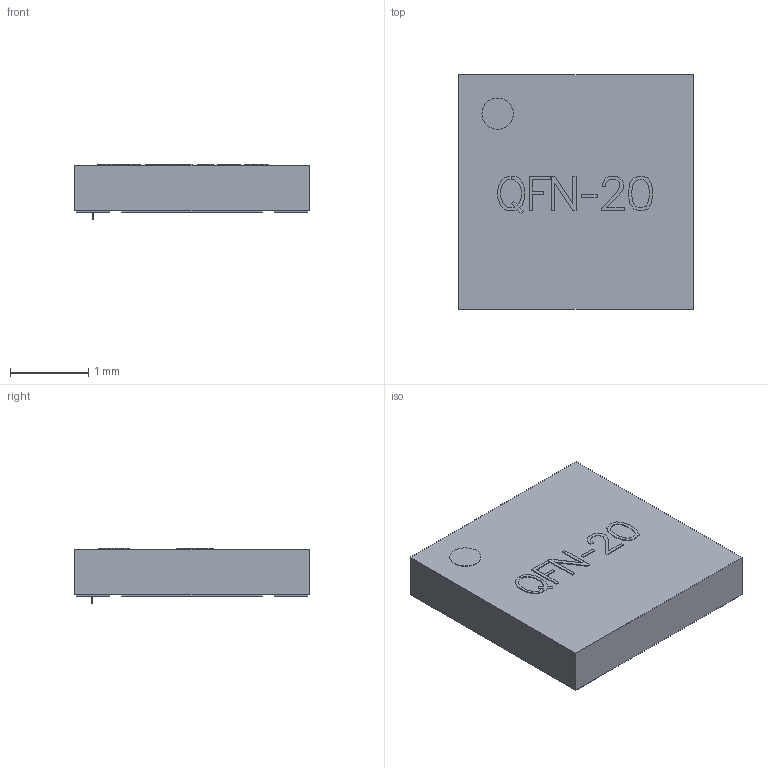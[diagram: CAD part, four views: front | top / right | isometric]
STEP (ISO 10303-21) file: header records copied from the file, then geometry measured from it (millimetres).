
FILE_DESCRIPTION (( 'STEP AP214' ), '1' );
FILE_NAME ('SW3dPS-QFN-20.STEP', '2009-11-28T03:56:20', ( 'SysAdmin' ), ( 'SolidWorks' ), 'SwSTEP 2.0', 'SolidWorks 2009', '' );
FILE_SCHEMA (( 'AUTOMOTIVE_DESIGN' ));
Length unit declared in the file: millimetre
Products named in the file (31): SW3dPS-QFN-20_Board1; SW3dPS-QFN-20_479712209; SW3dPS-QFN-20_Extruded23; SW3dPS-QFN-20_479711313; SW3dPS-QFN-20_Free-Models1; SW3dPS-QFN-20; SW3dPS-QFN-20_Extruded22; SW3dPS-QFN-20_479712337; SW3dPS-QFN-20_Extruded16; SW3dPS-QFN-20_Extruded25; SW3dPS-QFN-20_Extruded21; SW3dPS-QFN-20_479711441; SW3dPS-QFN-20_479706577; SW3dPS-QFN-20_Extruded20; SW3dPS-QFN-20_Extruded19; SW3dPS-QFN-20_479706449; SW3dPS-QFN-20_479706833; SW3dPS-QFN-20_479707217; SW3dPS-QFN-20_479710545; SW3dPS-QFN-20_Extruded14; SW3dPS-QFN-20_Extruded15; SW3dPS-QFN-20_479480465; SW3dPS-QFN-20_Cylinder1; SW3dPS-QFN-20_Extruded18; SW3dPS-QFN-20_Extruded24; SW3dPS-QFN-20_479711953; SW3dPS-QFN-20_479709777; SW3dPS-QFN-20_Extruded13; SW3dPS-QFN-20_479710801; SW3dPS-QFN-20_479710033; SW3dPS-QFN-20_Extruded17
Assembly tree (45 placements, depth 4):
  SW3dPS-QFN-20
    SW3dPS-QFN-20_Free-Models1
      SW3dPS-QFN-20_479709777
        SW3dPS-QFN-20_Extruded18
      SW3dPS-QFN-20_479706833  x4
        SW3dPS-QFN-20_Extruded19
      SW3dPS-QFN-20_479710033
        SW3dPS-QFN-20_Extruded24
      SW3dPS-QFN-20_479712337  x4
        SW3dPS-QFN-20_Extruded16
      SW3dPS-QFN-20_479712209  x4
        SW3dPS-QFN-20_Extruded20
      SW3dPS-QFN-20_479711441  x4
        SW3dPS-QFN-20_Extruded21
      SW3dPS-QFN-20_479711313
        SW3dPS-QFN-20_Extruded23
      SW3dPS-QFN-20_479706577  x4
        SW3dPS-QFN-20_Extruded22
      SW3dPS-QFN-20_479480465
        SW3dPS-QFN-20_Cylinder1
      SW3dPS-QFN-20_479706449
        SW3dPS-QFN-20_Extruded15
      SW3dPS-QFN-20_479711953
        SW3dPS-QFN-20_Extruded13
      SW3dPS-QFN-20_479710545
        SW3dPS-QFN-20_Extruded25
      SW3dPS-QFN-20_479710801
        SW3dPS-QFN-20_Extruded17
      SW3dPS-QFN-20_479707217
        SW3dPS-QFN-20_Extruded14
    SW3dPS-QFN-20_Board1
Bounding box: 3 x 3 x 0.71 mm (x, y, z)
Volume: 5.3 mm3; surface area: 36.7 mm2
Topology: 28 solids, 33 shells, 455 faces, 1188 edges, 794 vertices
Faces by surface type: plane 453, cylinder 2
Entity records: 8810 total; most frequent: CARTESIAN_POINT 1427, ORIENTED_EDGE 1316, DIRECTION 1300, EDGE_CURVE 666, VECTOR 662, LINE 662, VERTEX_POINT 446, AXIS2_PLACEMENT_3D 319
